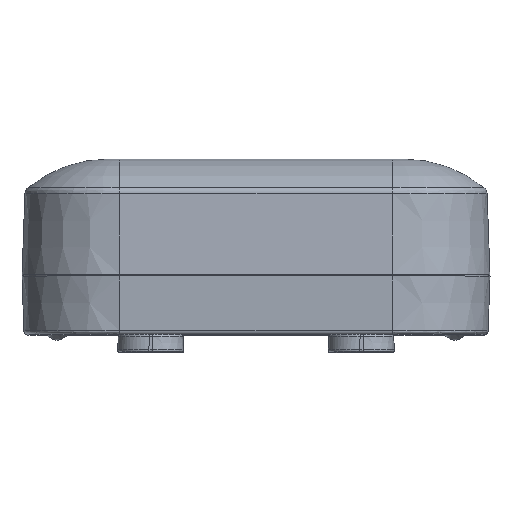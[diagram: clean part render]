
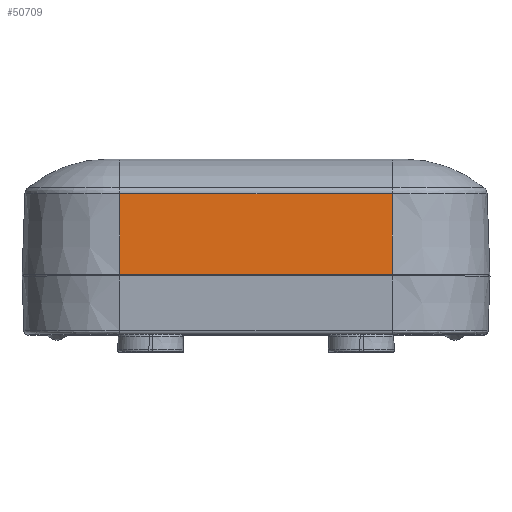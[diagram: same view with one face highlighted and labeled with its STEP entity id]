
A CAD part, top view. The second image highlights one B-rep face of the part: STEP entity #50709.
In plain terms, the highlighted face is planar.
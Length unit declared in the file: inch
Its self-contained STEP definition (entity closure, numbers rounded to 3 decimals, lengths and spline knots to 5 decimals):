
#2588 = LINE ( 'NONE', #8766, #84543 ) ;
#3241 = EDGE_CURVE ( 'NONE', #14753, #44952, #30337, .T. ) ;
#3828 = CARTESIAN_POINT ( 'NONE',  ( 1.37795, 0.01575, -2.36165 ) ) ;
#8766 = CARTESIAN_POINT ( 'NONE',  ( 1.37795, 0., -2.3622 ) ) ;
#14753 = VERTEX_POINT ( 'NONE', #39553 ) ;
#15940 = FACE_OUTER_BOUND ( 'NONE', #44088, .T. ) ;
#16370 = DIRECTION ( 'NONE',  ( 0., -0.035, 0.999 ) ) ;
#23569 = ORIENTED_EDGE ( 'NONE', *, *, #34439, .F. ) ;
#27038 = VERTEX_POINT ( 'NONE', #3828 ) ;
#27524 = CARTESIAN_POINT ( 'NONE',  ( -1.37795, 0.83144, -2.33317 ) ) ;
#30337 = LINE ( 'NONE', #58123, #40439 ) ;
#30549 = ORIENTED_EDGE ( 'NONE', *, *, #3241, .F. ) ;
#31766 = ORIENTED_EDGE ( 'NONE', *, *, #64105, .F. ) ;
#33548 = CARTESIAN_POINT ( 'NONE',  ( 1.37795, 0.01575, -2.36165 ) ) ;
#33979 = LINE ( 'NONE', #33548, #65801 ) ;
#34439 = EDGE_CURVE ( 'NONE', #45619, #14753, #40338, .T. ) ;
#37594 = CARTESIAN_POINT ( 'NONE',  ( -1.37795, 0.01575, -2.36165 ) ) ;
#38283 = DIRECTION ( 'NONE',  ( 0., -0.999, -0.035 ) ) ;
#39553 = CARTESIAN_POINT ( 'NONE',  ( -1.37795, 0.83144, -2.33317 ) ) ;
#40338 = LINE ( 'NONE', #27524, #44156 ) ;
#40439 = VECTOR ( 'NONE', #38283, 39.37008 ) ;
#44088 = EDGE_LOOP ( 'NONE', ( #30549, #23569, #68061, #31766 ) ) ;
#44145 = PLANE ( 'NONE',  #59299 ) ;
#44156 = VECTOR ( 'NONE', #54426, 39.37008 ) ;
#44952 = VERTEX_POINT ( 'NONE', #37594 ) ;
#45619 = VERTEX_POINT ( 'NONE', #74336 ) ;
#46351 = DIRECTION ( 'NONE',  ( 1., 0., 0. ) ) ;
#50709 = ADVANCED_FACE ( 'NONE', ( #15940 ), #44145, .F. ) ;
#54426 = DIRECTION ( 'NONE',  ( -1., 0., 0. ) ) ;
#55631 = CARTESIAN_POINT ( 'NONE',  ( 1.37795, 0., -2.3622 ) ) ;
#56943 = DIRECTION ( 'NONE',  ( 0., -0.999, -0.035 ) ) ;
#58123 = CARTESIAN_POINT ( 'NONE',  ( -1.37795, 0., -2.3622 ) ) ;
#59299 = AXIS2_PLACEMENT_3D ( 'NONE', #55631, #16370, #56943 ) ;
#64105 = EDGE_CURVE ( 'NONE', #44952, #27038, #33979, .T. ) ;
#65801 = VECTOR ( 'NONE', #46351, 39.37008 ) ;
#68061 = ORIENTED_EDGE ( 'NONE', *, *, #72620, .F. ) ;
#72620 = EDGE_CURVE ( 'NONE', #27038, #45619, #2588, .T. ) ;
#74336 = CARTESIAN_POINT ( 'NONE',  ( 1.37795, 0.83144, -2.33317 ) ) ;
#74886 = DIRECTION ( 'NONE',  ( 0., 0.999, 0.035 ) ) ;
#84543 = VECTOR ( 'NONE', #74886, 39.37008 ) ;
